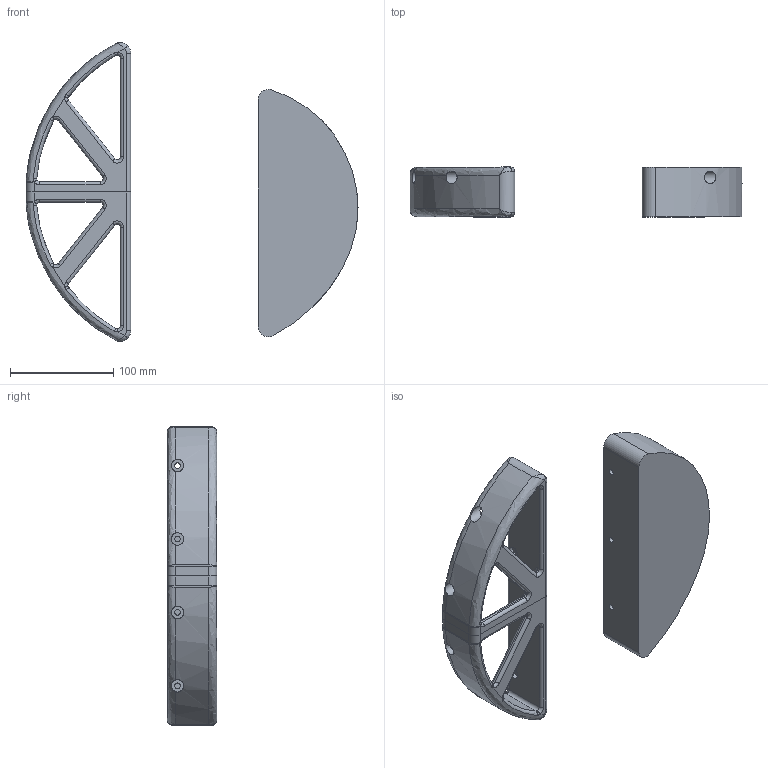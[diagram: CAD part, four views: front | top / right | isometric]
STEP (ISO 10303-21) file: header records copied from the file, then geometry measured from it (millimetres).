
FILE_DESCRIPTION(/* description */ ('STEP AP242','CAx-IF Rec.Pracs.---Representation and Presentation of Product Manufacturing Information (PMI)---4.0---2014-10-13','CAx-IF Rec.Pracs.---3D Tessellated Geometry---0.4---2014-09-14','2;1'),/* implementation_level */ '2;1');
FILE_NAME(/* name */ '67c133c3cd58724a3070a5a3',/* time_stamp */ '2025-02-28T03:55:48Z',/* author */ (''),/* organization */ (''),/* preprocessor_version */ 'ST-DEVELOPER v20',/* originating_system */ 'ONSHAPE BY PTC INC, 1.194',/* authorisation */ ' ');
FILE_SCHEMA (('AP242_MANAGED_MODEL_BASED_3D_ENGINEERING_MIM_LF { 1 0 10303 442 1 1 4 }'));
Length unit declared in the file: metre
Products named in the file (4): Banj-No; Part 3; Part 8; Part 7
Assembly tree (3 placements, depth 2):
  Banj-No
    Part 3
    Part 8
    Part 7
Bounding box: 321.08 x 48 x 288.84 mm (x, y, z)
Volume: 611791.5 mm3; surface area: 167125 mm2
Topology: 3 solids, 3 shells, 178 faces, 470 edges, 284 vertices
Faces by surface type: cylinder 72, bspline 46, plane 32, torus 26, sphere 2
Full cylindrical faces by diameter (mm): 5.5 x7, 12 x14
Entity records: 8256 total; most frequent: CARTESIAN_POINT 4274, ORIENTED_EDGE 864, DIRECTION 715, EDGE_CURVE 432, AXIS2_PLACEMENT_3D 303, VERTEX_POINT 269, EDGE_LOOP 223, FACE_BOUND 223
